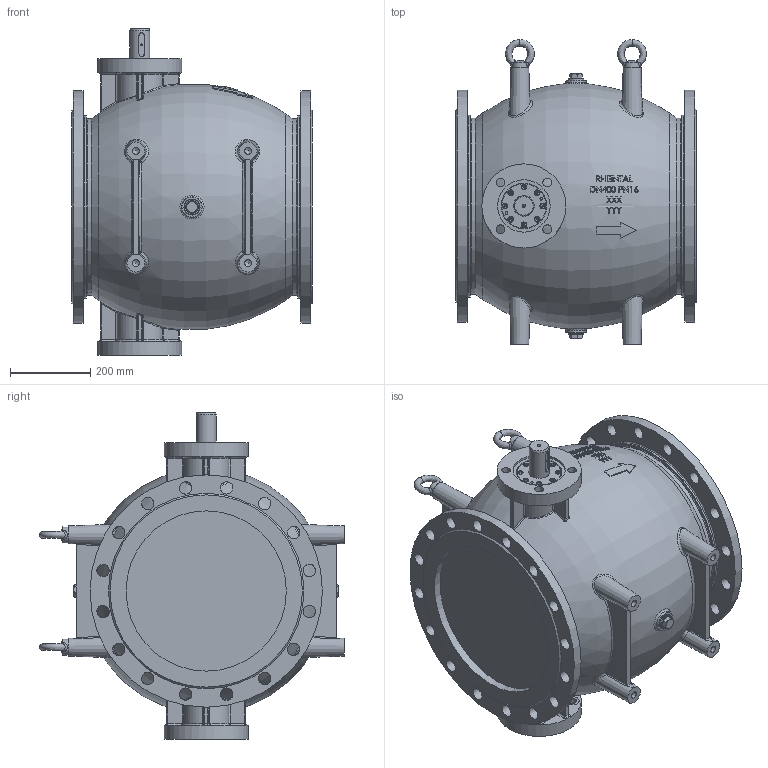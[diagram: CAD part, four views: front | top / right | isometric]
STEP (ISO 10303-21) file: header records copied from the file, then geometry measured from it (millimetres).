
FILE_DESCRIPTION (( 'STEP AP203' ), '1' );
FILE_NAME ('DN400PN16.STEP', '2026-03-06T05:58:26', ( '' ), ( '' ), 'SwSTEP 2.0', 'SolidWorks 2025', '' );
FILE_SCHEMA (( 'CONFIG_CONTROL_DESIGN' ));
Length unit declared in the file: millimetre
Products named in the file (9): 6 DN 150 Drin Plug; Eyebolt DIN 358-M20-C_Eyebolt DIN 358-M20-C; B18.3.1M - 8 x 1.25 x 20 Hex SHCS -- 20CHX_B18.3.1M - 8 x 1.25 x 20 Hex SHCS -- 20CHX; NDE cover; Stem; Part1^DN 400 PN16; Gland; DN400PN16; BODY DN 400 PN 16 FINAL_03_machined
Assembly tree (26 placements, depth 2):
  Part1^DN 400 PN16
  DN400PN16
    BODY DN 400 PN 16 FINAL_03_machined
    Stem
    Gland
    NDE cover
    B18.3.1M - 8 x 1.25 x 20 Hex SHCS -- 20CHX_B18.3.1M - 8 x 1.25 x 20 Hex SHCS -- 20CHX  x16
    Eyebolt DIN 358-M20-C_Eyebolt DIN 358-M20-C  x4
    6 DN 150 Drin Plug  x2
Bounding box: 600 x 760.99 x 815 mm (x, y, z)
Volume: 145807480.2 mm3; surface area: 2702851.1 mm2
Topology: 26 solids, 27 shells, 1377 faces, 3217 edges, 1972 vertices
Faces by surface type: plane 615, cylinder 273, bspline 203, cone 137, torus 133, sphere 16
Full cylindrical faces by diameter (mm): 4.2 x2, 6.8 x22, 8 x18, 9 x16, 13 x16, 14 x16, 16.4 x4, 17.5 x8, 20 x4, 22 x8, 23.012 x2, 30 x2, 31 x32, 31.177 x2, 33 x2, 35 x8, 39 x2, 40 x4, 50 x1, 50.1 x3, 54.7 x2, 55 x1, 65 x2, 67 x2, 75.3 x4, 75.5 x2, 112 x2, 114 x2, 131 x2, 210 x2
Entity records: 48547 total; most frequent: CARTESIAN_POINT 27626, ORIENTED_EDGE 3882, DIRECTION 3617, EDGE_CURVE 1941, AXIS2_PLACEMENT_3D 1593, EDGE_LOOP 1457, VERTEX_POINT 1342, FACE_OUTER_BOUND 1168
